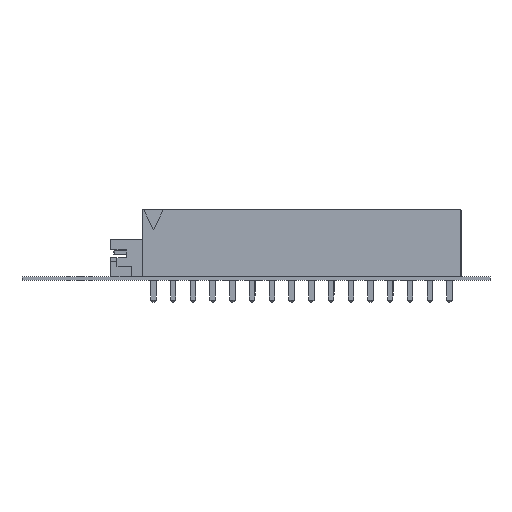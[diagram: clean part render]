
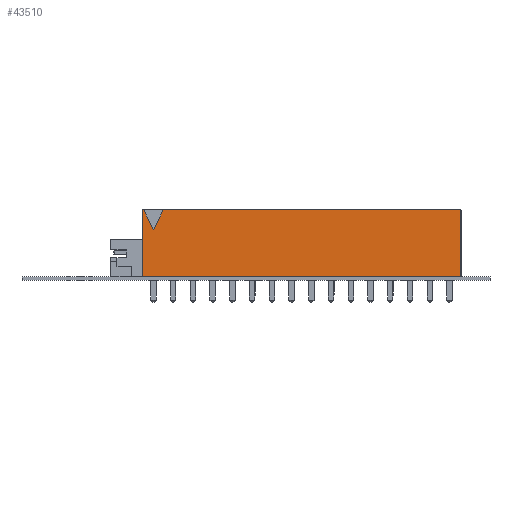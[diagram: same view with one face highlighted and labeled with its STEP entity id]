
A CAD part, front view. The second image highlights one B-rep face of the part: STEP entity #43510.
In plain terms, the highlighted planar face has unit normal (0, -1, 0).
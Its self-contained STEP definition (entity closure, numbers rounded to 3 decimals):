
#43474 = EDGE_CURVE('',#43475,#43477,#43479,.T.);
#43475 = VERTEX_POINT('',#43476);
#43476 = CARTESIAN_POINT('',(15.46,38.02,0.));
#43477 = VERTEX_POINT('',#43478);
#43478 = CARTESIAN_POINT('',(15.46,38.02,8.65));
#43479 = LINE('',#43480,#43481);
#43480 = CARTESIAN_POINT('',(15.46,38.02,0.));
#43481 = VECTOR('',#43482,1.);
#43482 = DIRECTION('',(0.,0.,1.));
#43510 = ADVANCED_FACE('',(#43511),#43560,.F.);
#43511 = FACE_BOUND('',#43512,.F.);
#43512 = EDGE_LOOP('',(#43513,#43523,#43529,#43530,#43538,#43546,#43554)
  );
#43513 = ORIENTED_EDGE('',*,*,#43514,.F.);
#43514 = EDGE_CURVE('',#43515,#43517,#43519,.T.);
#43515 = VERTEX_POINT('',#43516);
#43516 = CARTESIAN_POINT('',(56.5,38.02,0.));
#43517 = VERTEX_POINT('',#43518);
#43518 = CARTESIAN_POINT('',(56.5,38.02,8.65));
#43519 = LINE('',#43520,#43521);
#43520 = CARTESIAN_POINT('',(56.5,38.02,0.));
#43521 = VECTOR('',#43522,1.);
#43522 = DIRECTION('',(0.,0.,1.));
#43523 = ORIENTED_EDGE('',*,*,#43524,.F.);
#43524 = EDGE_CURVE('',#43475,#43515,#43525,.T.);
#43525 = LINE('',#43526,#43527);
#43526 = CARTESIAN_POINT('',(15.46,38.02,0.));
#43527 = VECTOR('',#43528,1.);
#43528 = DIRECTION('',(1.,0.,0.));
#43529 = ORIENTED_EDGE('',*,*,#43474,.T.);
#43530 = ORIENTED_EDGE('',*,*,#43531,.T.);
#43531 = EDGE_CURVE('',#43477,#43532,#43534,.T.);
#43532 = VERTEX_POINT('',#43533);
#43533 = CARTESIAN_POINT('',(15.66,38.02,8.65));
#43534 = LINE('',#43535,#43536);
#43535 = CARTESIAN_POINT('',(15.46,38.02,8.65));
#43536 = VECTOR('',#43537,1.);
#43537 = DIRECTION('',(1.,0.,0.));
#43538 = ORIENTED_EDGE('',*,*,#43539,.T.);
#43539 = EDGE_CURVE('',#43532,#43540,#43542,.T.);
#43540 = VERTEX_POINT('',#43541);
#43541 = CARTESIAN_POINT('',(16.93,38.02,6.11));
#43542 = LINE('',#43543,#43544);
#43543 = CARTESIAN_POINT('',(15.66,38.02,8.65));
#43544 = VECTOR('',#43545,1.);
#43545 = DIRECTION('',(0.447,0.,-0.894));
#43546 = ORIENTED_EDGE('',*,*,#43547,.F.);
#43547 = EDGE_CURVE('',#43548,#43540,#43550,.T.);
#43548 = VERTEX_POINT('',#43549);
#43549 = CARTESIAN_POINT('',(18.2,38.02,8.65));
#43550 = LINE('',#43551,#43552);
#43551 = CARTESIAN_POINT('',(18.2,38.02,8.65));
#43552 = VECTOR('',#43553,1.);
#43553 = DIRECTION('',(-0.447,0.,-0.894));
#43554 = ORIENTED_EDGE('',*,*,#43555,.T.);
#43555 = EDGE_CURVE('',#43548,#43517,#43556,.T.);
#43556 = LINE('',#43557,#43558);
#43557 = CARTESIAN_POINT('',(15.46,38.02,8.65));
#43558 = VECTOR('',#43559,1.);
#43559 = DIRECTION('',(1.,0.,0.));
#43560 = PLANE('',#43561);
#43561 = AXIS2_PLACEMENT_3D('',#43562,#43563,#43564);
#43562 = CARTESIAN_POINT('',(15.46,38.02,0.));
#43563 = DIRECTION('',(0.,1.,0.));
#43564 = DIRECTION('',(0.,0.,1.));
